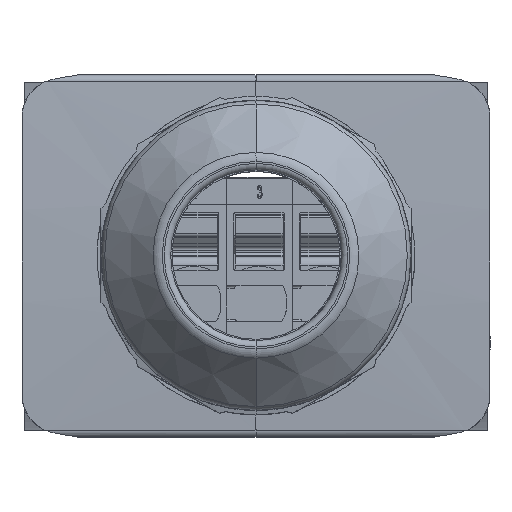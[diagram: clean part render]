
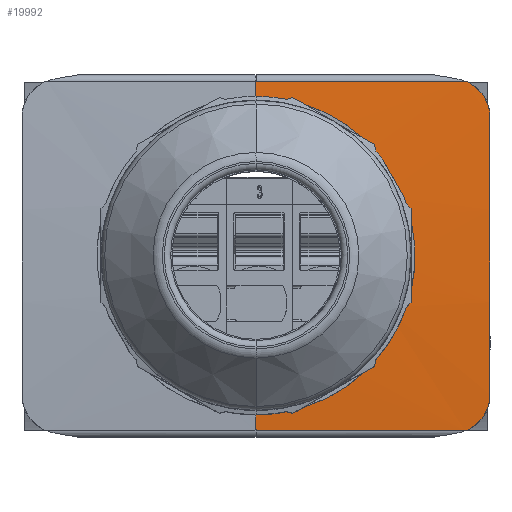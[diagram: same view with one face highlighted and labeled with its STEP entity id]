
A CAD part, top view. The second image highlights one B-rep face of the part: STEP entity #19992.
In plain terms, the highlighted cylindrical face has radius 200 mm (diameter 400 mm), a partial arc.
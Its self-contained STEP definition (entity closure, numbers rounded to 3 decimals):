
#17977=AXIS2_PLACEMENT_3D('Circle Axis2P3D',#17975,#17976,$) ;
#18409=AXIS2_PLACEMENT_3D('Circle Axis2P3D',#18407,#18408,$) ;
#19950=AXIS2_PLACEMENT_3D('Cylinder Axis2P3D',#19947,#19948,#19949) ;
#19965=AXIS2_PLACEMENT_3D('Circle Axis2P3D',#19963,#19964,$) ;
#17972=CARTESIAN_POINT('Vertex',(18.1,0.466,51.892)) ;
#17975=CARTESIAN_POINT('Axis2P3D Location',(18.1,14.,-147.65)) ;
#17979=CARTESIAN_POINT('Vertex',(18.1,3.2,52.058)) ;
#18404=CARTESIAN_POINT('Vertex',(18.1,24.8,52.058)) ;
#18407=CARTESIAN_POINT('Axis2P3D Location',(18.1,14.,-147.65)) ;
#18411=CARTESIAN_POINT('Vertex',(18.1,27.534,51.892)) ;
#18670=CARTESIAN_POINT('Control Point',(18.1,3.2,52.058)) ;
#18671=CARTESIAN_POINT('Control Point',(20.251,3.2,52.058)) ;
#18672=CARTESIAN_POINT('Control Point',(22.401,3.735,52.087)) ;
#18673=CARTESIAN_POINT('Control Point',(24.373,4.807,52.146)) ;
#18674=CARTESIAN_POINT('Control Point',(26.801,7.076,52.243)) ;
#18675=CARTESIAN_POINT('Control Point',(28.22,10.001,52.314)) ;
#18676=CARTESIAN_POINT('Control Point',(28.568,11.031,52.332)) ;
#18677=CARTESIAN_POINT('Control Point',(29.218,14.218,52.367)) ;
#18678=CARTESIAN_POINT('Control Point',(28.666,17.498,52.338)) ;
#18679=CARTESIAN_POINT('Control Point',(27.748,19.548,52.285)) ;
#18680=CARTESIAN_POINT('Control Point',(25.457,22.412,52.18)) ;
#18681=CARTESIAN_POINT('Control Point',(22.276,24.111,52.096)) ;
#18682=CARTESIAN_POINT('Control Point',(20.918,24.57,52.071)) ;
#18683=CARTESIAN_POINT('Control Point',(19.509,24.8,52.058)) ;
#18684=CARTESIAN_POINT('Control Point',(18.1,24.8,52.058)) ;
#19901=CARTESIAN_POINT('Line Origine',(36.1,27.534,51.892)) ;
#19905=CARTESIAN_POINT('Vertex',(34.267,27.534,51.892)) ;
#19947=CARTESIAN_POINT('Axis2P3D Location',(36.1,14.,-147.65)) ;
#19953=CARTESIAN_POINT('Control Point',(36.2,3.27,52.062)) ;
#19954=CARTESIAN_POINT('Control Point',(36.2,2.365,52.013)) ;
#19955=CARTESIAN_POINT('Control Point',(35.834,1.456,51.959)) ;
#19956=CARTESIAN_POINT('Control Point',(35.114,0.788,51.913)) ;
#19957=CARTESIAN_POINT('Control Point',(34.267,0.466,51.892)) ;
#19958=CARTESIAN_POINT('Vertex',(36.2,3.27,52.062)) ;
#19960=CARTESIAN_POINT('Vertex',(34.267,0.466,51.892)) ;
#19963=CARTESIAN_POINT('Axis2P3D Location',(36.2,14.,-147.65)) ;
#19967=CARTESIAN_POINT('Vertex',(36.2,24.73,52.062)) ;
#19971=CARTESIAN_POINT('Control Point',(36.2,24.73,52.062)) ;
#19972=CARTESIAN_POINT('Control Point',(36.2,25.635,52.013)) ;
#19973=CARTESIAN_POINT('Control Point',(35.834,26.544,51.959)) ;
#19974=CARTESIAN_POINT('Control Point',(35.114,27.212,51.913)) ;
#19975=CARTESIAN_POINT('Control Point',(34.267,27.534,51.892)) ;
#19977=CARTESIAN_POINT('Line Origine',(36.1,0.466,51.892)) ;
#17976=DIRECTION('Axis2P3D Direction',(-1.,0.,0.)) ;
#18408=DIRECTION('Axis2P3D Direction',(-1.,0.,0.)) ;
#19902=DIRECTION('Vector Direction',(1.,0.,0.)) ;
#19948=DIRECTION('Axis2P3D Direction',(1.,0.,0.)) ;
#19949=DIRECTION('Axis2P3D XDirection',(0.,0.068,0.998)) ;
#19964=DIRECTION('Axis2P3D Direction',(1.,0.,0.)) ;
#19978=DIRECTION('Vector Direction',(1.,0.,0.)) ;
#19903=VECTOR('Line Direction',#19902,1.) ;
#19979=VECTOR('Line Direction',#19978,1.) ;
#19983=ORIENTED_EDGE('',*,*,#19962,.F.) ;
#19984=ORIENTED_EDGE('',*,*,#19969,.F.) ;
#19985=ORIENTED_EDGE('',*,*,#19976,.T.) ;
#19986=ORIENTED_EDGE('',*,*,#19907,.F.) ;
#19987=ORIENTED_EDGE('',*,*,#18413,.F.) ;
#19988=ORIENTED_EDGE('',*,*,#18685,.F.) ;
#19989=ORIENTED_EDGE('',*,*,#17981,.F.) ;
#19990=ORIENTED_EDGE('',*,*,#19981,.T.) ;
#19992=ADVANCED_FACE('Hauptk\X2\00F6\X0\rper',(#19991),#19951,.T.) ;
#18669=B_SPLINE_CURVE_WITH_KNOTS('',5,(#18670,#18671,#18672,#18673,#18674,#18675,#18676,#18677,#18678,#18679,#18680,#18681,#18682,#18683,#18684),.UNSPECIFIED.,.F.,.U.,(6,3,3,3,6),(0.,15.207,22.816,38.03,47.991),.UNSPECIFIED.) ;
#19952=B_SPLINE_CURVE_WITH_KNOTS('',4,(#19953,#19954,#19955,#19956,#19957),.UNSPECIFIED.,.F.,.U.,(5,5),(0.,5.127),.UNSPECIFIED.) ;
#19970=B_SPLINE_CURVE_WITH_KNOTS('',4,(#19971,#19972,#19973,#19974,#19975),.UNSPECIFIED.,.F.,.U.,(5,5),(0.,5.127),.UNSPECIFIED.) ;
#17978=CIRCLE('generated circle',#17977,200.) ;
#18410=CIRCLE('generated circle',#18409,200.) ;
#19966=CIRCLE('generated circle',#19965,200.) ;
#19951=CYLINDRICAL_SURFACE('generated cylinder',#19950,200.) ;
#17981=EDGE_CURVE('',#17973,#17980,#17978,.T.) ;
#18413=EDGE_CURVE('',#18405,#18412,#18410,.T.) ;
#18685=EDGE_CURVE('',#17980,#18405,#18669,.T.) ;
#19907=EDGE_CURVE('',#18412,#19906,#19904,.T.) ;
#19962=EDGE_CURVE('',#19959,#19961,#19952,.T.) ;
#19969=EDGE_CURVE('',#19968,#19959,#19966,.T.) ;
#19976=EDGE_CURVE('',#19968,#19906,#19970,.T.) ;
#19981=EDGE_CURVE('',#17973,#19961,#19980,.T.) ;
#19982=EDGE_LOOP('',(#19983,#19984,#19985,#19986,#19987,#19988,#19989,#19990)) ;
#19991=FACE_OUTER_BOUND('',#19982,.T.) ;
#19904=LINE('Line',#19901,#19903) ;
#19980=LINE('Line',#19977,#19979) ;
#17973=VERTEX_POINT('',#17972) ;
#17980=VERTEX_POINT('',#17979) ;
#18405=VERTEX_POINT('',#18404) ;
#18412=VERTEX_POINT('',#18411) ;
#19906=VERTEX_POINT('',#19905) ;
#19959=VERTEX_POINT('',#19958) ;
#19961=VERTEX_POINT('',#19960) ;
#19968=VERTEX_POINT('',#19967) ;
